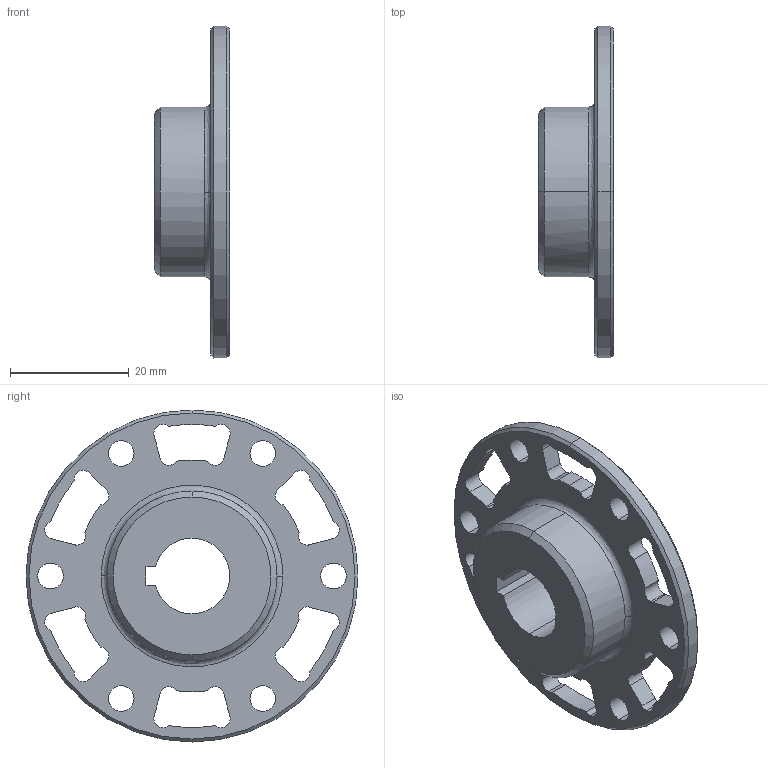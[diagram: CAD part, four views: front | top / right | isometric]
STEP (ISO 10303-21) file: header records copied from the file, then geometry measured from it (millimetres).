
FILE_DESCRIPTION (( 'STEP AP203' ), '1' );
FILE_NAME ('217-2590-001 Rev6.STEP', '2014-08-05T13:51:58', ( '' ), ( '' ), 'SwSTEP 2.0', 'SolidWorks 2014', '' );
FILE_SCHEMA (( 'CONFIG_CONTROL_DESIGN' ));
Length unit declared in the file: millimetre
Products named in the file (1): 217-2590-001 Rev6
Bounding box: 12.7 x 55.88 x 55.88 mm (x, y, z)
Volume: 10475.4 mm3; surface area: 6283.5 mm2
Topology: 1 solids, 1 shells, 91 faces, 260 edges, 172 vertices
Faces by surface type: cylinder 65, plane 18, cone 6, bspline 2
Entity records: 3351 total; most frequent: CARTESIAN_POINT 720, DIRECTION 576, ORIENTED_EDGE 520, EDGE_CURVE 260, AXIS2_PLACEMENT_3D 230, VERTEX_POINT 172, CIRCLE 140, EDGE_LOOP 118
